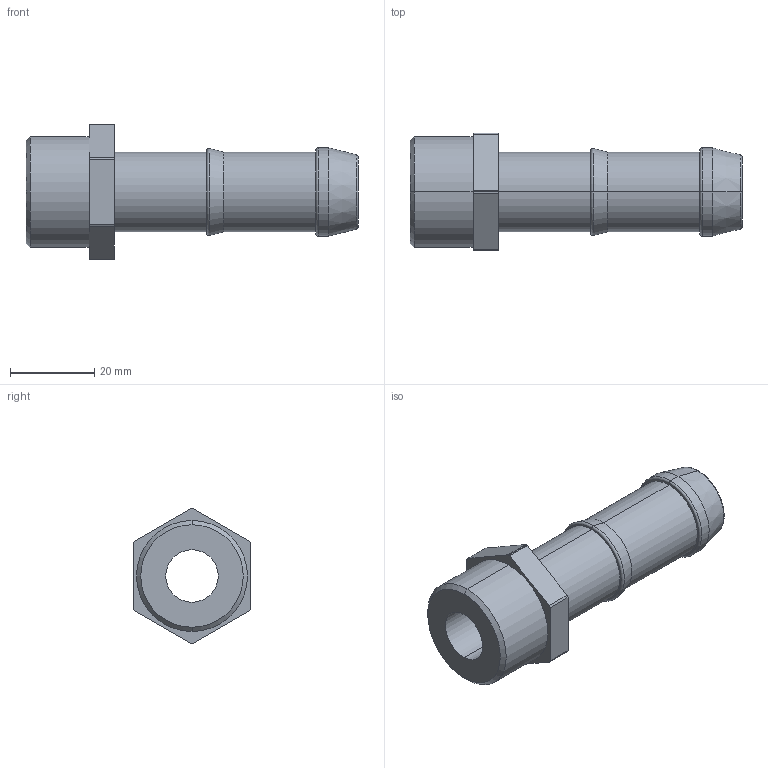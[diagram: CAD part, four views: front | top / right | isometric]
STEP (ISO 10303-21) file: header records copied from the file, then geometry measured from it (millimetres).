
FILE_DESCRIPTION (( 'STEP AP214' ), '1' );
FILE_NAME ('DRF.SP05-19_ST.STEP', '2018-09-11T11:30:56', ( '' ), ( '' ), 'SwSTEP 2.0', 'SolidWorks 2018', '' );
FILE_SCHEMA (( 'AUTOMOTIVE_DESIGN' ));
Length unit declared in the file: millimetre
Products named in the file (1): DRF.SP05-19_ST
Bounding box: 79 x 28 x 32 mm (x, y, z)
Volume: 19351.5 mm3; surface area: 9544 mm2
Topology: 1 solids, 1 shells, 41 faces, 93 edges, 58 vertices
Faces by surface type: cylinder 17, plane 12, cone 6, torus 6
Entity records: 1223 total; most frequent: DIRECTION 229, CARTESIAN_POINT 193, ORIENTED_EDGE 186, AXIS2_PLACEMENT_3D 94, EDGE_CURVE 93, VERTEX_POINT 58, CIRCLE 52, EDGE_LOOP 47
